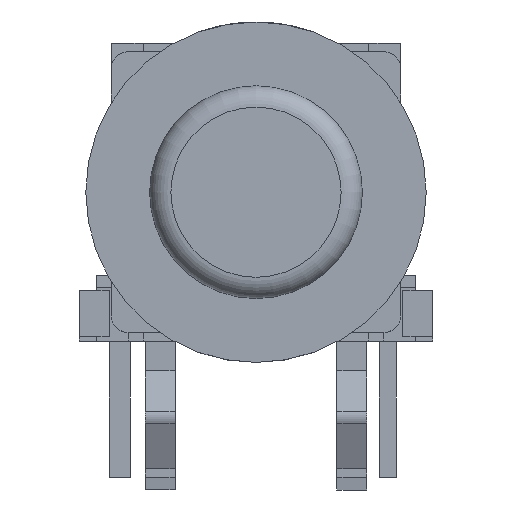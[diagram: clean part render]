
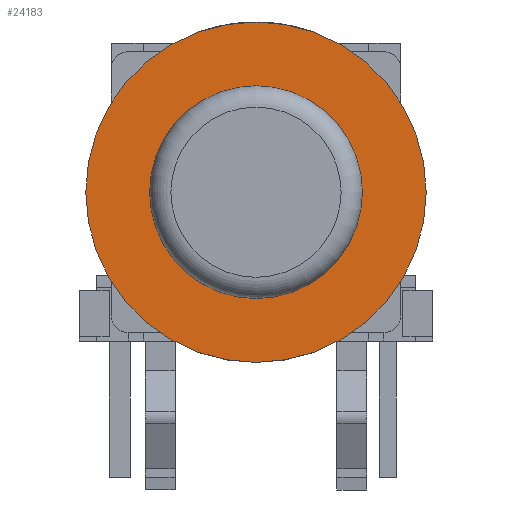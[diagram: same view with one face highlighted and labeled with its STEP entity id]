
A CAD part, front view. The second image highlights one B-rep face of the part: STEP entity #24183.
In plain terms, the highlighted face is planar.
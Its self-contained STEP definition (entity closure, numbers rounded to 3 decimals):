
#24116=CARTESIAN_POINT('',(2.5,0.,2.3));
#24117=VERTEX_POINT('',#24116);
#24118=CARTESIAN_POINT('',(0.0,0.0,2.3));
#24119=DIRECTION('',(0.0,0.0,-1.0));
#24120=DIRECTION('',(-1.0,0.0,0.0));
#24121=AXIS2_PLACEMENT_3D('',#24118,#24119,#24120);
#24122=CIRCLE('',#24121,2.5);
#24123=EDGE_CURVE('',#24117,#24117,#24122,.T.);
#24145=CARTESIAN_POINT('',(4.0,0.,2.3));
#24146=VERTEX_POINT('',#24145);
#24147=CARTESIAN_POINT('',(0.0,0.0,2.3));
#24148=DIRECTION('',(0.0,0.0,-1.0));
#24149=DIRECTION('',(-1.0,0.0,0.0));
#24150=AXIS2_PLACEMENT_3D('',#24147,#24148,#24149);
#24151=CIRCLE('',#24150,4.0);
#24152=EDGE_CURVE('',#24146,#24146,#24151,.T.);
#24172=CARTESIAN_POINT('',(0.0,0.0,2.3));
#24173=DIRECTION('',(0.0,0.0,-1.0));
#24174=DIRECTION('',(-1.0,0.0,0.0));
#24175=AXIS2_PLACEMENT_3D('',#24172,#24173,#24174);
#24176=PLANE('',#24175);
#24177=ORIENTED_EDGE('',*,*,#24152,.F.);
#24178=EDGE_LOOP('',(#24177));
#24179=FACE_OUTER_BOUND('',#24178,.T.);
#24180=ORIENTED_EDGE('',*,*,#24123,.T.);
#24181=EDGE_LOOP('',(#24180));
#24182=FACE_BOUND('',#24181,.T.);
#24183=ADVANCED_FACE('',(#24179,#24182),#24176,.F.);
